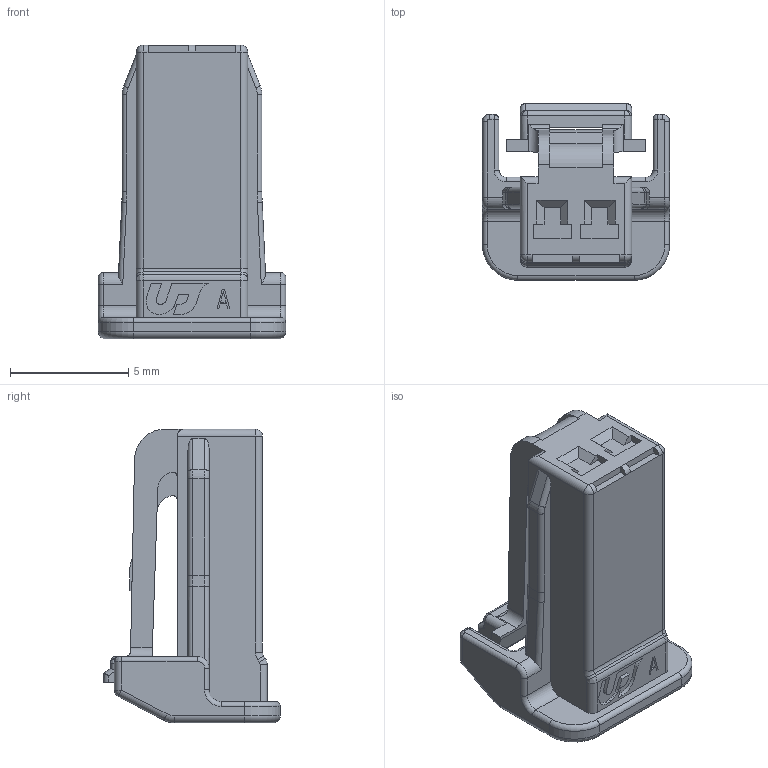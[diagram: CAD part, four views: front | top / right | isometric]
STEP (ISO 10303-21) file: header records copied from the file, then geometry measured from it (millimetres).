
FILE_DESCRIPTION((''),'2;1');
FILE_NAME('020_2F_HSG_REV_H','2016-04-08T',('Personal'),(''),'PRO/ENGINEER BY PARAMETRIC TECHNOLOGY CORPORATION, 2011080','PRO/ENGINEER BY PARAMETRIC TECHNOLOGY CORPORATION, 2011080','');
FILE_SCHEMA(('CONFIG_CONTROL_DESIGN'));
Length unit declared in the file: millimetre
Products named in the file (1): 020_2F_HSG_REV_H
Bounding box: 7.9 x 7.45 x 12.4 mm (x, y, z)
Volume: 281.7 mm3; surface area: 451.3 mm2
Topology: 1 solids, 1 shells, 362 faces, 972 edges, 611 vertices
Faces by surface type: plane 205, cylinder 110, torus 26, bspline 14, sphere 7
Entity records: 11507 total; most frequent: CARTESIAN_POINT 2418, ORIENTED_EDGE 1928, DIRECTION 1852, EDGE_CURVE 964, VECTOR 688, LINE 688, VERTEX_POINT 611, AXIS2_PLACEMENT_3D 582
